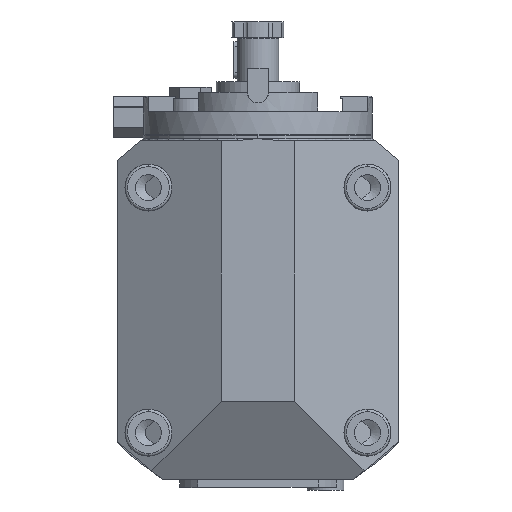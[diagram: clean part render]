
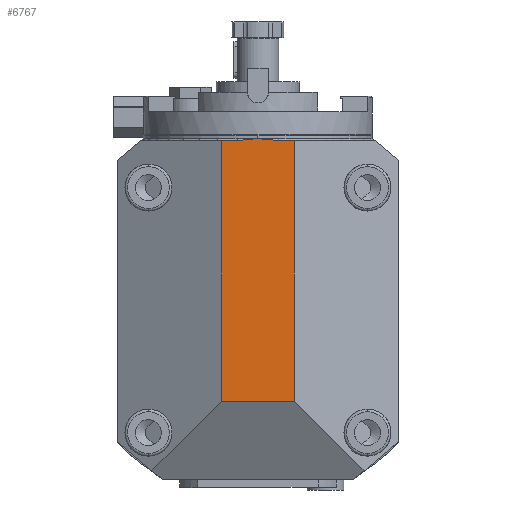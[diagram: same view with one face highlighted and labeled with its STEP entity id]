
A CAD part, left-side view. The second image highlights one B-rep face of the part: STEP entity #6767.
In plain terms, the highlighted planar face has unit normal (-1, 0, 0).
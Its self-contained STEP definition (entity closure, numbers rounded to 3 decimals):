
#825=DIRECTION('',(0.,1.,0.));
#826=VECTOR('',#825,28.);
#827=CARTESIAN_POINT('',(-134.,-14.,-35.));
#828=LINE('',#827,#826);
#829=DIRECTION('',(0.,0.,1.));
#830=VECTOR('',#829,100.);
#831=CARTESIAN_POINT('',(-134.,14.,-35.));
#832=LINE('',#831,#830);
#833=DIRECTION('',(0.,1.,0.));
#834=VECTOR('',#833,5.571);
#835=CARTESIAN_POINT('',(-134.,8.429,65.));
#836=LINE('',#835,#834);
#837=CARTESIAN_POINT('',(-134.,0.,65.8));
#838=CARTESIAN_POINT('',(-134.,0.621,65.716));
#839=CARTESIAN_POINT('',(-134.,1.81,65.556));
#840=CARTESIAN_POINT('',(-134.,3.445,65.351));
#841=CARTESIAN_POINT('',(-134.,4.919,65.192));
#842=CARTESIAN_POINT('',(-134.,6.239,65.079));
#843=CARTESIAN_POINT('',(-134.,7.412,65.014));
#844=CARTESIAN_POINT('',(-134.,8.105,65.));
#845=CARTESIAN_POINT('',(-134.,8.429,65.));
#847=CARTESIAN_POINT('',(-134.,-8.429,65.));
#848=CARTESIAN_POINT('',(-134.,-8.105,65.));
#849=CARTESIAN_POINT('',(-134.,-7.412,65.014));
#850=CARTESIAN_POINT('',(-134.,-6.239,65.079));
#851=CARTESIAN_POINT('',(-134.,-4.919,65.192));
#852=CARTESIAN_POINT('',(-134.,-3.445,65.351));
#853=CARTESIAN_POINT('',(-134.,-1.81,65.556));
#854=CARTESIAN_POINT('',(-134.,-0.621,65.716));
#855=CARTESIAN_POINT('',(-134.,0.,65.8));
#857=DIRECTION('',(0.,1.,0.));
#858=VECTOR('',#857,5.571);
#859=CARTESIAN_POINT('',(-134.,-14.,65.));
#860=LINE('',#859,#858);
#861=DIRECTION('',(0.,0.,1.));
#862=VECTOR('',#861,100.);
#863=CARTESIAN_POINT('',(-134.,-14.,-35.));
#864=LINE('',#863,#862);
#5180=CARTESIAN_POINT('',(-134.,0.,65.8));
#5181=VERTEX_POINT('',#5180);
#5182=CARTESIAN_POINT('',(-134.,-14.,65.));
#5183=CARTESIAN_POINT('',(-134.,-8.429,65.));
#5184=VERTEX_POINT('',#5182);
#5185=VERTEX_POINT('',#5183);
#5188=VERTEX_POINT('',#845);
#5189=CARTESIAN_POINT('',(-134.,-14.,-35.));
#5190=CARTESIAN_POINT('',(-134.,14.,-35.));
#5191=VERTEX_POINT('',#5189);
#5192=VERTEX_POINT('',#5190);
#5193=CARTESIAN_POINT('',(-134.,14.,65.));
#5194=VERTEX_POINT('',#5193);
#6749=CARTESIAN_POINT('',(-134.,0.,0.));
#6750=DIRECTION('',(1.,0.,0.));
#6751=DIRECTION('',(0.,1.,0.));
#6752=AXIS2_PLACEMENT_3D('',#6749,#6750,#6751);
#6753=PLANE('',#6752);
#6755=ORIENTED_EDGE('',*,*,#6754,.T.);
#6756=ORIENTED_EDGE('',*,*,#6727,.T.);
#6757=ORIENTED_EDGE('',*,*,#6141,.F.);
#6759=ORIENTED_EDGE('',*,*,#6758,.F.);
#6761=ORIENTED_EDGE('',*,*,#6760,.F.);
#6762=ORIENTED_EDGE('',*,*,#6135,.F.);
#6764=ORIENTED_EDGE('',*,*,#6763,.F.);
#6765=EDGE_LOOP('',(#6755,#6756,#6757,#6759,#6761,#6762,#6764));
#6766=FACE_OUTER_BOUND('',#6765,.F.);
#6767=ADVANCED_FACE('',(#6766),#6753,.F.);
#846=B_SPLINE_CURVE_WITH_KNOTS('',3,(#837,#838,#839,#840,#841,#842,#843,#844,
#845),.UNSPECIFIED.,.F.,.F.,(4,1,1,1,1,1,4),(0.,0.167,
0.333,0.5,0.667,0.833,1.),
.UNSPECIFIED.);
#856=B_SPLINE_CURVE_WITH_KNOTS('',3,(#847,#848,#849,#850,#851,#852,#853,#854,
#855),.UNSPECIFIED.,.F.,.F.,(4,1,1,1,1,1,4),(0.,0.167,
0.333,0.5,0.667,0.833,1.),
.UNSPECIFIED.);
#6135=EDGE_CURVE('',#5184,#5185,#860,.T.);
#6141=EDGE_CURVE('',#5188,#5194,#836,.T.);
#6727=EDGE_CURVE('',#5192,#5194,#832,.T.);
#6754=EDGE_CURVE('',#5191,#5192,#828,.T.);
#6758=EDGE_CURVE('',#5181,#5188,#846,.T.);
#6760=EDGE_CURVE('',#5185,#5181,#856,.T.);
#6763=EDGE_CURVE('',#5191,#5184,#864,.T.);
